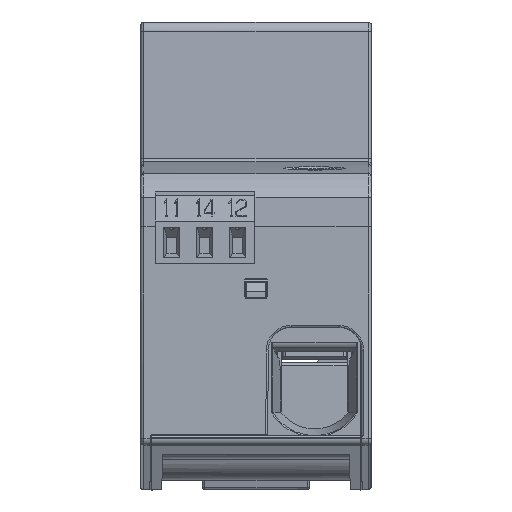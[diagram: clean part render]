
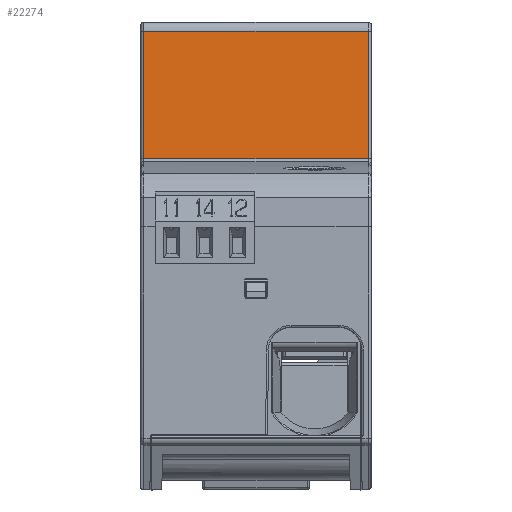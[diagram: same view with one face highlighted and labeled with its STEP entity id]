
A CAD part, front view. The second image highlights one B-rep face of the part: STEP entity #22274.
In plain terms, the highlighted planar face has unit normal (0, -0.999, 0.035).
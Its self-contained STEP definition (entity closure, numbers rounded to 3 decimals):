
#12482=LINE('',#114501,#17855);
#12487=LINE('',#114636,#17860);
#12488=LINE('',#114638,#17861);
#12489=LINE('',#114639,#17862);
#17855=VECTOR('',#76406,1.);
#17860=VECTOR('',#76419,1.);
#17861=VECTOR('',#76420,1.);
#17862=VECTOR('',#76421,1.);
#22274=ADVANCED_FACE('',(#27266),#24885,.T.);
#24885=PLANE('',#69050);
#27266=FACE_OUTER_BOUND('',#30497,.T.);
#30497=EDGE_LOOP('',(#39807,#39808,#39809,#39810));
#39807=ORIENTED_EDGE('',*,*,#58684,.F.);
#39808=ORIENTED_EDGE('',*,*,#58697,.F.);
#39809=ORIENTED_EDGE('',*,*,#58698,.F.);
#39810=ORIENTED_EDGE('',*,*,#58699,.T.);
#51967=VERTEX_POINT('',#114204);
#51971=VERTEX_POINT('',#114494);
#51972=VERTEX_POINT('',#114500);
#51976=VERTEX_POINT('',#114637);
#58684=EDGE_CURVE('',#51972,#51971,#12482,.T.);
#58697=EDGE_CURVE('',#51976,#51972,#12487,.T.);
#58698=EDGE_CURVE('',#51967,#51976,#12488,.T.);
#58699=EDGE_CURVE('',#51967,#51971,#12489,.T.);
#69050=AXIS2_PLACEMENT_3D('',#114640,#76422,#76423);
#76406=DIRECTION('',(-1.,0.,0.));
#76419=DIRECTION('',(0.,-0.035,-0.999));
#76420=DIRECTION('',(1.,0.,0.));
#76421=DIRECTION('',(0.,-0.035,-0.999));
#76422=DIRECTION('',(0.,-0.999,0.035));
#76423=DIRECTION('',(0.,-0.035,-0.999));
#114204=CARTESIAN_POINT('',(-17.25,-21.8,63.552));
#114494=CARTESIAN_POINT('',(-17.25,-22.483,43.982));
#114500=CARTESIAN_POINT('',(17.25,-22.483,43.982));
#114501=CARTESIAN_POINT('',(17.25,-22.483,43.982));
#114636=CARTESIAN_POINT('',(17.25,-21.8,63.552));
#114637=CARTESIAN_POINT('',(17.25,-21.8,63.552));
#114638=CARTESIAN_POINT('',(-17.25,-21.8,63.552));
#114639=CARTESIAN_POINT('',(-17.25,-21.8,63.552));
#114640=CARTESIAN_POINT('',(-17.25,-21.8,63.552));
